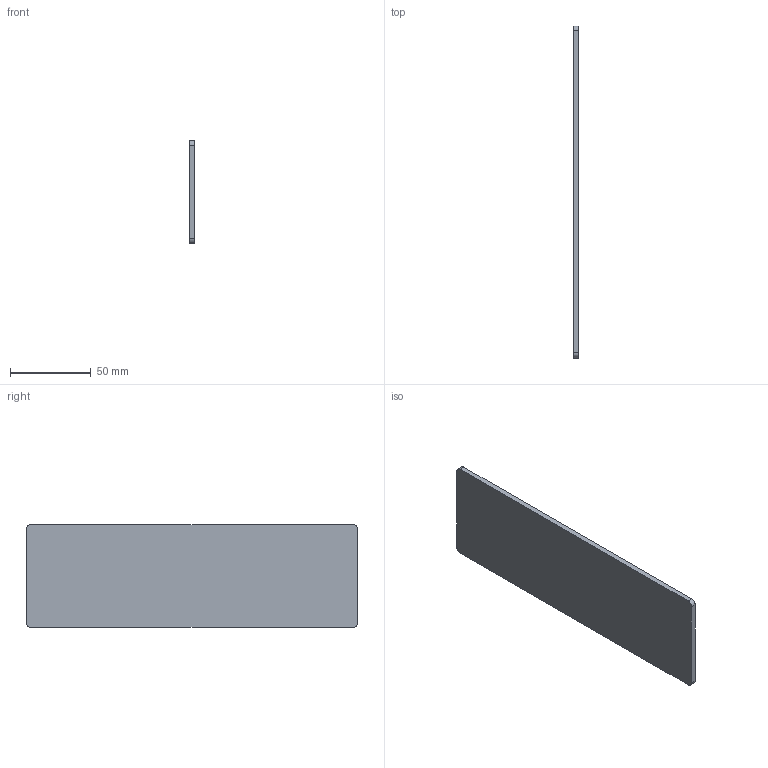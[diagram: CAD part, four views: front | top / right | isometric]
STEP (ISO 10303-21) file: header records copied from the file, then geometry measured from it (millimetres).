
FILE_DESCRIPTION(/* description */ ('STEP AP214'),/* implementation_level */ '2;1');
FILE_NAME(/* name */ '',/* time_stamp */ '2024-10-22T19:59:32+03:00',/* author */ ('Phantom'),/* organization */ ('UNSPECIFIED'),/* preprocessor_version */ 'ST-DEVELOPER v20',/* originating_system */ 'Autodesk Inventor 2025',/* authorisation */ '');
FILE_SCHEMA (('AUTOMOTIVE_DESIGN { 1 0 10303 214 3 1 1 }'));
Length unit declared in the file: millimetre
Products named in the file (1): номер
Bounding box: 3.2 x 205.1 x 63.5 mm (x, y, z)
Volume: 38511.6 mm3; surface area: 29455.3 mm2
Topology: 1 solids, 1 shells, 541 faces, 1463 edges, 958 vertices
Faces by surface type: plane 254, bspline 178, cylinder 109
Full cylindrical faces by diameter (mm): 4.926 x1, 5 x6, 5.007 x1, 5.014 x1
Entity records: 18335 total; most frequent: CARTESIAN_POINT 5541, ORIENTED_EDGE 2926, DIRECTION 2142, EDGE_CURVE 1463, LINE 978, VECTOR 978, VERTEX_POINT 958, AXIS2_PLACEMENT_3D 582
